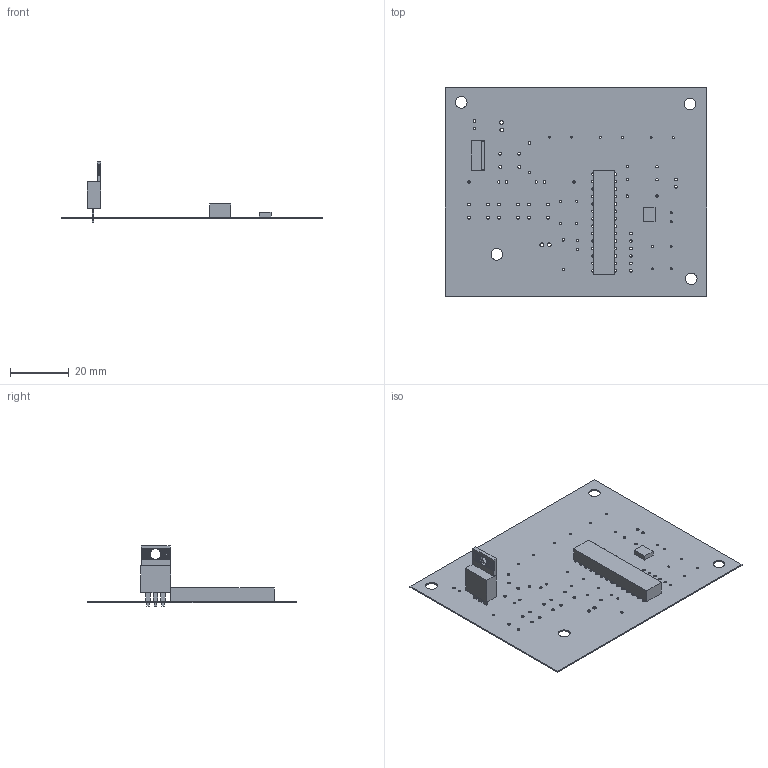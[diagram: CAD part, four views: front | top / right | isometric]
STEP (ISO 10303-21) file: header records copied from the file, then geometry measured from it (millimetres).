
FILE_DESCRIPTION(('Open CASCADE Model'),'2;1');
FILE_NAME('Open CASCADE Shape Model','2021-06-01T21:35:37',('Author'),( 'Open CASCADE'),'Open CASCADE STEP processor 6.8','Open CASCADE 6.8' ,'Unknown');
FILE_SCHEMA(('AUTOMOTIVE_DESIGN { 1 0 10303 214 1 1 1 1 }'));
Length unit declared in the file: millimetre
Products named in the file (46): PCB; Board; Open CASCADE STEP translator 6.8 1.1.1; U3; 5917592048; Extruded; 5917585568; 5917591008; 5917590928; 5917585328; 5917590768; 5917574368; 5917585888; 5917587488; 5917587728; 5917584768; 5917585088; 5917585488; 5917725568; 5917725968; 5917726768; 5917727328; 5917729328; U2; 5917727568; U1; 5917735968
Assembly tree (68 placements, depth 4):
  PCB
    Board
      Open CASCADE STEP translator 6.8 1.1.1
    U3
      5917592048
        Extruded
      5917585568  x2
        Extruded
      5917591008  x2
        Extruded
      5917590928  x4
        Extruded
      5917585328  x2
        Extruded
      5917590768  x2
        Extruded
      5917574368  x2
        Extruded
      5917585888  x2
        Extruded
      5917587488  x4
        Extruded
      5917587728  x2
        Extruded
      5917584768  x2
        Extruded
      5917585088  x4
        Extruded
      5917585488  x2
        Extruded
      5917725568  x2
        Extruded
      5917725968
        Extruded
      5917726768
        Extruded
      5917727328  x3
        Extruded
      5917729328  x3
        Extruded
    U2
      5917727568
        Extruded
    U1
      5917735968
        Extruded
Bounding box: 89.41 x 71.12 x 20.55 mm (x, y, z)
Volume: 4294.9 mm3; surface area: 14667.4 mm2
Topology: 44 solids, 44 shells, 363 faces, 825 edges, 550 vertices
Faces by surface type: plane 264, cylinder 99
Full cylindrical faces by diameter (mm): 0.7 x18, 0.85 x16, 0.9 x38, 0.99 x16, 1 x3, 1.27 x4, 4 x4
Entity records: 8235 total; most frequent: DIRECTION 1335, CARTESIAN_POINT 1209, ORIENTED_EDGE 1098, EDGE_CURVE 549, AXIS2_PLACEMENT_3D 492, FACE_BOUND 423, EDGE_LOOP 423, VERTEX_POINT 366
